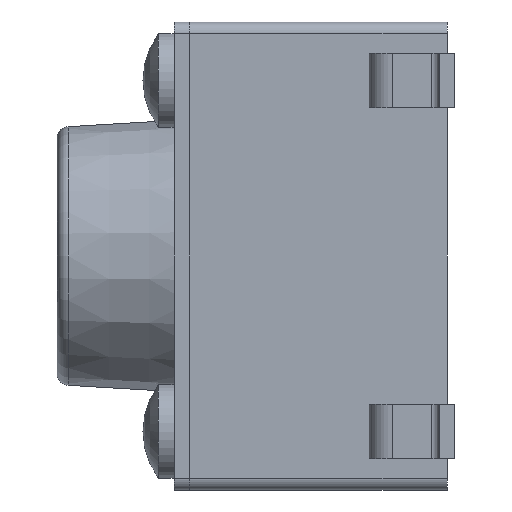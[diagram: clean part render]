
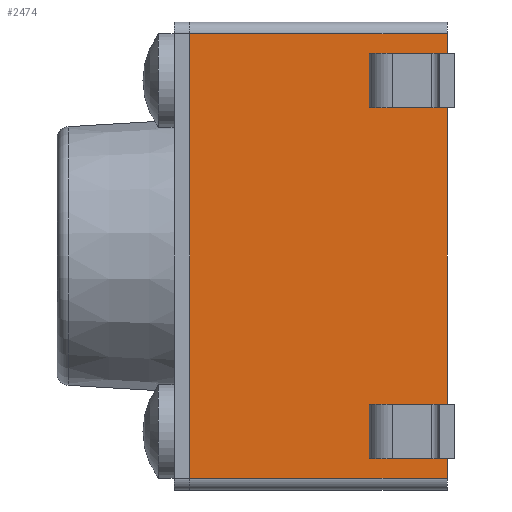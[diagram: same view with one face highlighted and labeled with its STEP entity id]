
A CAD part, left-side view. The second image highlights one B-rep face of the part: STEP entity #2474.
In plain terms, the highlighted planar face has unit normal (-1, 0, 0).
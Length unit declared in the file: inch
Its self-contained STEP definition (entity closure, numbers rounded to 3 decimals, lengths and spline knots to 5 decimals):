
#206 = DIRECTION ( 'NONE',  ( 0., 1., 0. ) ) ;
#221 = CARTESIAN_POINT ( 'NONE',  ( -0.11811, 0.12992, -0.11811 ) ) ;
#294 = VECTOR ( 'NONE', #1579, 39.37008 ) ;
#320 = VERTEX_POINT ( 'NONE', #1935 ) ;
#336 = VERTEX_POINT ( 'NONE', #2776 ) ;
#453 = CARTESIAN_POINT ( 'NONE',  ( -0.11811, 0., -0.11811 ) ) ;
#625 = ORIENTED_EDGE ( 'NONE', *, *, #970, .T. ) ;
#645 = ORIENTED_EDGE ( 'NONE', *, *, #1824, .T. ) ;
#887 = VECTOR ( 'NONE', #2257, 39.37008 ) ;
#945 = VECTOR ( 'NONE', #1118, 39.37008 ) ;
#970 = EDGE_CURVE ( 'NONE', #1509, #1970, #2246, .T. ) ;
#972 = ORIENTED_EDGE ( 'NONE', *, *, #1067, .F. ) ;
#1013 = AXIS2_PLACEMENT_3D ( 'NONE', #221, #3207, #206 ) ;
#1067 = EDGE_CURVE ( 'NONE', #320, #1970, #3578, .T. ) ;
#1118 = DIRECTION ( 'NONE',  ( 0., -1., 0. ) ) ;
#1119 = VECTOR ( 'NONE', #2185, 39.37008 ) ;
#1198 = CARTESIAN_POINT ( 'NONE',  ( -0.11811, 0.12992, -0.11811 ) ) ;
#1509 = VERTEX_POINT ( 'NONE', #2542 ) ;
#1579 = DIRECTION ( 'NONE',  ( 0., 0., 1. ) ) ;
#1601 = FACE_OUTER_BOUND ( 'NONE', #2805, .T. ) ;
#1632 = LINE ( 'NONE', #453, #294 ) ;
#1824 = EDGE_CURVE ( 'NONE', #320, #336, #2433, .T. ) ;
#1935 = CARTESIAN_POINT ( 'NONE',  ( -0.11811, 0.12992, -0.1122 ) ) ;
#1970 = VERTEX_POINT ( 'NONE', #3367 ) ;
#2185 = DIRECTION ( 'NONE',  ( 0., 0., 1. ) ) ;
#2206 = CARTESIAN_POINT ( 'NONE',  ( -0.11811, 0.12992, 0.1122 ) ) ;
#2246 = LINE ( 'NONE', #2206, #887 ) ;
#2257 = DIRECTION ( 'NONE',  ( 0., 1., 0. ) ) ;
#2417 = EDGE_CURVE ( 'NONE', #336, #1509, #1632, .T. ) ;
#2433 = LINE ( 'NONE', #3316, #945 ) ;
#2469 = ORIENTED_EDGE ( 'NONE', *, *, #2417, .T. ) ;
#2474 = ADVANCED_FACE ( 'NONE', ( #1601 ), #3535, .F. ) ;
#2542 = CARTESIAN_POINT ( 'NONE',  ( -0.11811, 0., 0.1122 ) ) ;
#2776 = CARTESIAN_POINT ( 'NONE',  ( -0.11811, 0., -0.1122 ) ) ;
#2805 = EDGE_LOOP ( 'NONE', ( #972, #645, #2469, #625 ) ) ;
#3207 = DIRECTION ( 'NONE',  ( 1., 0., 0. ) ) ;
#3316 = CARTESIAN_POINT ( 'NONE',  ( -0.11811, 0.12992, -0.1122 ) ) ;
#3367 = CARTESIAN_POINT ( 'NONE',  ( -0.11811, 0.12992, 0.1122 ) ) ;
#3535 = PLANE ( 'NONE',  #1013 ) ;
#3578 = LINE ( 'NONE', #1198, #1119 ) ;
